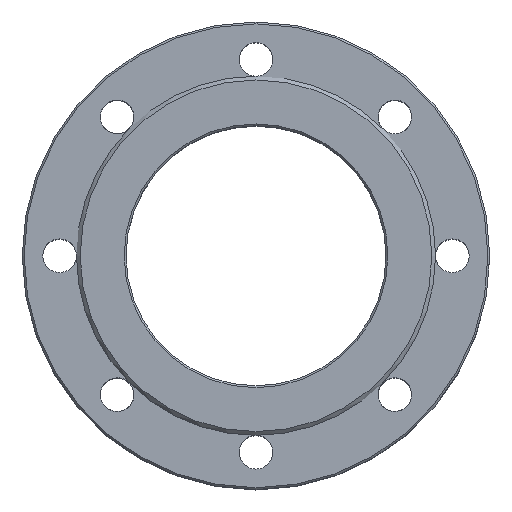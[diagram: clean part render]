
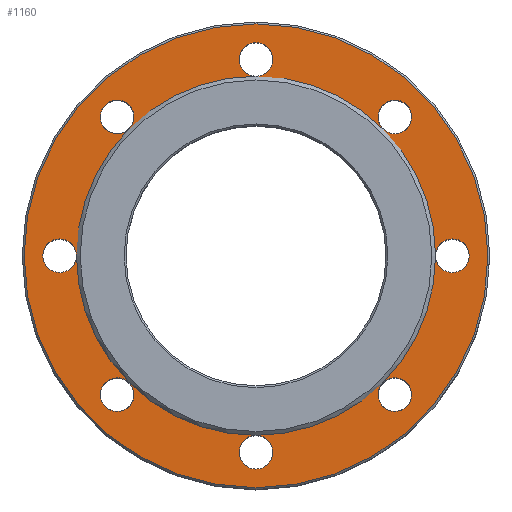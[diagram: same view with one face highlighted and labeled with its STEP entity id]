
A CAD part, top view. The second image highlights one B-rep face of the part: STEP entity #1160.
In plain terms, the highlighted planar face has unit normal (0, 0, 1).
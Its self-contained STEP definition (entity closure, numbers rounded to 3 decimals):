
#218=FACE_BOUND('',#377,.T.);
#274=FACE_OUTER_BOUND('',#376,.T.);
#376=EDGE_LOOP('',(#1004));
#377=EDGE_LOOP('',(#1005,#1006,#1007,#1008,#1009,#1010,#1011,#1012,#1013,
#1014,#1015,#1016,#1017,#1018,#1019,#1020,#1021,#1022,#1023,#1024,#1025,
#1026,#1027));
#486=CIRCLE('',#1345,124.);
#487=CIRCLE('',#1347,9.);
#488=CIRCLE('',#1348,96.);
#489=CIRCLE('',#1349,9.);
#490=CIRCLE('',#1350,9.);
#491=CIRCLE('',#1351,96.);
#492=CIRCLE('',#1352,9.);
#493=CIRCLE('',#1353,9.);
#494=CIRCLE('',#1354,96.);
#495=CIRCLE('',#1355,9.);
#496=CIRCLE('',#1356,9.);
#497=CIRCLE('',#1357,96.);
#498=CIRCLE('',#1358,9.);
#499=CIRCLE('',#1359,96.);
#500=CIRCLE('',#1360,9.);
#501=CIRCLE('',#1361,9.);
#502=CIRCLE('',#1362,96.);
#503=CIRCLE('',#1363,9.);
#504=CIRCLE('',#1364,9.);
#505=CIRCLE('',#1365,96.);
#506=CIRCLE('',#1366,9.);
#507=CIRCLE('',#1367,9.);
#508=CIRCLE('',#1368,96.);
#509=CIRCLE('',#1369,9.);
#592=VERTEX_POINT('',#2053);
#593=VERTEX_POINT('',#2057);
#594=VERTEX_POINT('',#2058);
#595=VERTEX_POINT('',#2060);
#596=VERTEX_POINT('',#2062);
#597=VERTEX_POINT('',#2065);
#598=VERTEX_POINT('',#2067);
#599=VERTEX_POINT('',#2070);
#600=VERTEX_POINT('',#2072);
#601=VERTEX_POINT('',#2075);
#602=VERTEX_POINT('',#2078);
#603=VERTEX_POINT('',#2080);
#604=VERTEX_POINT('',#2083);
#605=VERTEX_POINT('',#2085);
#606=VERTEX_POINT('',#2088);
#607=VERTEX_POINT('',#2090);
#732=EDGE_CURVE('',#592,#592,#486,.T.);
#733=EDGE_CURVE('',#593,#594,#487,.T.);
#734=EDGE_CURVE('',#595,#593,#488,.T.);
#735=EDGE_CURVE('',#596,#595,#489,.T.);
#736=EDGE_CURVE('',#595,#596,#490,.T.);
#737=EDGE_CURVE('',#597,#595,#491,.T.);
#738=EDGE_CURVE('',#598,#597,#492,.T.);
#739=EDGE_CURVE('',#597,#598,#493,.T.);
#740=EDGE_CURVE('',#599,#597,#494,.T.);
#741=EDGE_CURVE('',#600,#599,#495,.T.);
#742=EDGE_CURVE('',#599,#600,#496,.T.);
#743=EDGE_CURVE('',#601,#599,#497,.T.);
#744=EDGE_CURVE('',#601,#601,#498,.T.);
#745=EDGE_CURVE('',#602,#601,#499,.T.);
#746=EDGE_CURVE('',#603,#602,#500,.T.);
#747=EDGE_CURVE('',#602,#603,#501,.T.);
#748=EDGE_CURVE('',#604,#602,#502,.T.);
#749=EDGE_CURVE('',#605,#604,#503,.T.);
#750=EDGE_CURVE('',#604,#605,#504,.T.);
#751=EDGE_CURVE('',#606,#604,#505,.T.);
#752=EDGE_CURVE('',#607,#606,#506,.T.);
#753=EDGE_CURVE('',#606,#607,#507,.T.);
#754=EDGE_CURVE('',#593,#606,#508,.T.);
#755=EDGE_CURVE('',#594,#593,#509,.T.);
#1004=ORIENTED_EDGE('',*,*,#732,.F.);
#1005=ORIENTED_EDGE('',*,*,#733,.F.);
#1006=ORIENTED_EDGE('',*,*,#734,.F.);
#1007=ORIENTED_EDGE('',*,*,#735,.F.);
#1008=ORIENTED_EDGE('',*,*,#736,.F.);
#1009=ORIENTED_EDGE('',*,*,#737,.F.);
#1010=ORIENTED_EDGE('',*,*,#738,.F.);
#1011=ORIENTED_EDGE('',*,*,#739,.F.);
#1012=ORIENTED_EDGE('',*,*,#740,.F.);
#1013=ORIENTED_EDGE('',*,*,#741,.F.);
#1014=ORIENTED_EDGE('',*,*,#742,.F.);
#1015=ORIENTED_EDGE('',*,*,#743,.F.);
#1016=ORIENTED_EDGE('',*,*,#744,.F.);
#1017=ORIENTED_EDGE('',*,*,#745,.F.);
#1018=ORIENTED_EDGE('',*,*,#746,.F.);
#1019=ORIENTED_EDGE('',*,*,#747,.F.);
#1020=ORIENTED_EDGE('',*,*,#748,.F.);
#1021=ORIENTED_EDGE('',*,*,#749,.F.);
#1022=ORIENTED_EDGE('',*,*,#750,.F.);
#1023=ORIENTED_EDGE('',*,*,#751,.F.);
#1024=ORIENTED_EDGE('',*,*,#752,.F.);
#1025=ORIENTED_EDGE('',*,*,#753,.F.);
#1026=ORIENTED_EDGE('',*,*,#754,.F.);
#1027=ORIENTED_EDGE('',*,*,#755,.F.);
#1104=PLANE('',#1346);
#1160=ADVANCED_FACE('',(#274,#218),#1104,.F.);
#1345=AXIS2_PLACEMENT_3D('',#2055,#1711,#1712);
#1346=AXIS2_PLACEMENT_3D('',#2056,#1713,#1714);
#1347=AXIS2_PLACEMENT_3D('',#2059,#1715,#1716);
#1348=AXIS2_PLACEMENT_3D('',#2061,#1717,#1718);
#1349=AXIS2_PLACEMENT_3D('',#2063,#1719,#1720);
#1350=AXIS2_PLACEMENT_3D('',#2064,#1721,#1722);
#1351=AXIS2_PLACEMENT_3D('',#2066,#1723,#1724);
#1352=AXIS2_PLACEMENT_3D('',#2068,#1725,#1726);
#1353=AXIS2_PLACEMENT_3D('',#2069,#1727,#1728);
#1354=AXIS2_PLACEMENT_3D('',#2071,#1729,#1730);
#1355=AXIS2_PLACEMENT_3D('',#2073,#1731,#1732);
#1356=AXIS2_PLACEMENT_3D('',#2074,#1733,#1734);
#1357=AXIS2_PLACEMENT_3D('',#2076,#1735,#1736);
#1358=AXIS2_PLACEMENT_3D('',#2077,#1737,#1738);
#1359=AXIS2_PLACEMENT_3D('',#2079,#1739,#1740);
#1360=AXIS2_PLACEMENT_3D('',#2081,#1741,#1742);
#1361=AXIS2_PLACEMENT_3D('',#2082,#1743,#1744);
#1362=AXIS2_PLACEMENT_3D('',#2084,#1745,#1746);
#1363=AXIS2_PLACEMENT_3D('',#2086,#1747,#1748);
#1364=AXIS2_PLACEMENT_3D('',#2087,#1749,#1750);
#1365=AXIS2_PLACEMENT_3D('',#2089,#1751,#1752);
#1366=AXIS2_PLACEMENT_3D('',#2091,#1753,#1754);
#1367=AXIS2_PLACEMENT_3D('',#2092,#1755,#1756);
#1368=AXIS2_PLACEMENT_3D('',#2093,#1757,#1758);
#1369=AXIS2_PLACEMENT_3D('',#2094,#1759,#1760);
#1711=DIRECTION('center_axis',(0.,0.,-1.));
#1712=DIRECTION('ref_axis',(1.,0.,0.));
#1713=DIRECTION('center_axis',(0.,0.,-1.));
#1714=DIRECTION('ref_axis',(-1.,0.,0.));
#1715=DIRECTION('center_axis',(0.,0.,1.));
#1716=DIRECTION('ref_axis',(1.,0.,0.));
#1717=DIRECTION('center_axis',(0.,0.,1.));
#1718=DIRECTION('ref_axis',(1.,0.,0.));
#1719=DIRECTION('center_axis',(0.,0.,1.));
#1720=DIRECTION('ref_axis',(1.,0.,0.));
#1721=DIRECTION('center_axis',(0.,0.,1.));
#1722=DIRECTION('ref_axis',(1.,0.,0.));
#1723=DIRECTION('center_axis',(0.,0.,1.));
#1724=DIRECTION('ref_axis',(1.,0.,0.));
#1725=DIRECTION('center_axis',(0.,0.,1.));
#1726=DIRECTION('ref_axis',(1.,0.,0.));
#1727=DIRECTION('center_axis',(0.,0.,1.));
#1728=DIRECTION('ref_axis',(1.,0.,0.));
#1729=DIRECTION('center_axis',(0.,0.,1.));
#1730=DIRECTION('ref_axis',(1.,0.,0.));
#1731=DIRECTION('center_axis',(0.,0.,1.));
#1732=DIRECTION('ref_axis',(1.,0.,0.));
#1733=DIRECTION('center_axis',(0.,0.,1.));
#1734=DIRECTION('ref_axis',(1.,0.,0.));
#1735=DIRECTION('center_axis',(0.,0.,1.));
#1736=DIRECTION('ref_axis',(1.,0.,0.));
#1737=DIRECTION('center_axis',(0.,0.,1.));
#1738=DIRECTION('ref_axis',(1.,0.,0.));
#1739=DIRECTION('center_axis',(0.,0.,1.));
#1740=DIRECTION('ref_axis',(1.,0.,0.));
#1741=DIRECTION('center_axis',(0.,0.,1.));
#1742=DIRECTION('ref_axis',(1.,0.,0.));
#1743=DIRECTION('center_axis',(0.,0.,1.));
#1744=DIRECTION('ref_axis',(1.,0.,0.));
#1745=DIRECTION('center_axis',(0.,0.,1.));
#1746=DIRECTION('ref_axis',(1.,0.,0.));
#1747=DIRECTION('center_axis',(0.,0.,1.));
#1748=DIRECTION('ref_axis',(1.,0.,0.));
#1749=DIRECTION('center_axis',(0.,0.,1.));
#1750=DIRECTION('ref_axis',(1.,0.,0.));
#1751=DIRECTION('center_axis',(0.,0.,1.));
#1752=DIRECTION('ref_axis',(1.,0.,0.));
#1753=DIRECTION('center_axis',(0.,0.,1.));
#1754=DIRECTION('ref_axis',(1.,0.,0.));
#1755=DIRECTION('center_axis',(0.,0.,1.));
#1756=DIRECTION('ref_axis',(1.,0.,0.));
#1757=DIRECTION('center_axis',(0.,0.,1.));
#1758=DIRECTION('ref_axis',(1.,0.,0.));
#1759=DIRECTION('center_axis',(0.,0.,1.));
#1760=DIRECTION('ref_axis',(1.,0.,0.));
#2053=CARTESIAN_POINT('',(-124.,0.,0.));
#2055=CARTESIAN_POINT('Origin',(0.,0.,0.));
#2056=CARTESIAN_POINT('Origin',(0.,0.,0.));
#2057=CARTESIAN_POINT('',(-96.,0.,0.));
#2058=CARTESIAN_POINT('',(-114.,0.,0.));
#2059=CARTESIAN_POINT('Origin',(-105.,0.,0.));
#2060=CARTESIAN_POINT('',(-67.882,67.882,0.));
#2061=CARTESIAN_POINT('Origin',(0.,0.,0.));
#2062=CARTESIAN_POINT('',(-83.246,74.246,0.));
#2063=CARTESIAN_POINT('Origin',(-74.246,74.246,0.));
#2064=CARTESIAN_POINT('Origin',(-74.246,74.246,0.));
#2065=CARTESIAN_POINT('',(0.,96.,0.));
#2066=CARTESIAN_POINT('Origin',(0.,0.,0.));
#2067=CARTESIAN_POINT('',(-9.,105.,0.));
#2068=CARTESIAN_POINT('Origin',(0.,105.,0.));
#2069=CARTESIAN_POINT('Origin',(0.,105.,0.));
#2070=CARTESIAN_POINT('',(67.882,67.882,0.));
#2071=CARTESIAN_POINT('Origin',(0.,0.,0.));
#2072=CARTESIAN_POINT('',(65.246,74.246,0.));
#2073=CARTESIAN_POINT('Origin',(74.246,74.246,0.));
#2074=CARTESIAN_POINT('Origin',(74.246,74.246,0.));
#2075=CARTESIAN_POINT('',(96.,0.,0.));
#2076=CARTESIAN_POINT('Origin',(0.,0.,0.));
#2077=CARTESIAN_POINT('Origin',(105.,0.,0.));
#2078=CARTESIAN_POINT('',(67.882,-67.882,0.));
#2079=CARTESIAN_POINT('Origin',(0.,0.,0.));
#2080=CARTESIAN_POINT('',(65.246,-74.246,0.));
#2081=CARTESIAN_POINT('Origin',(74.246,-74.246,0.));
#2082=CARTESIAN_POINT('Origin',(74.246,-74.246,0.));
#2083=CARTESIAN_POINT('',(0.,-96.,0.));
#2084=CARTESIAN_POINT('Origin',(0.,0.,0.));
#2085=CARTESIAN_POINT('',(-9.,-105.,0.));
#2086=CARTESIAN_POINT('Origin',(0.,-105.,0.));
#2087=CARTESIAN_POINT('Origin',(0.,-105.,0.));
#2088=CARTESIAN_POINT('',(-67.882,-67.882,0.));
#2089=CARTESIAN_POINT('Origin',(0.,0.,0.));
#2090=CARTESIAN_POINT('',(-83.246,-74.246,0.));
#2091=CARTESIAN_POINT('Origin',(-74.246,-74.246,0.));
#2092=CARTESIAN_POINT('Origin',(-74.246,-74.246,0.));
#2093=CARTESIAN_POINT('Origin',(0.,0.,0.));
#2094=CARTESIAN_POINT('Origin',(-105.,0.,0.));
